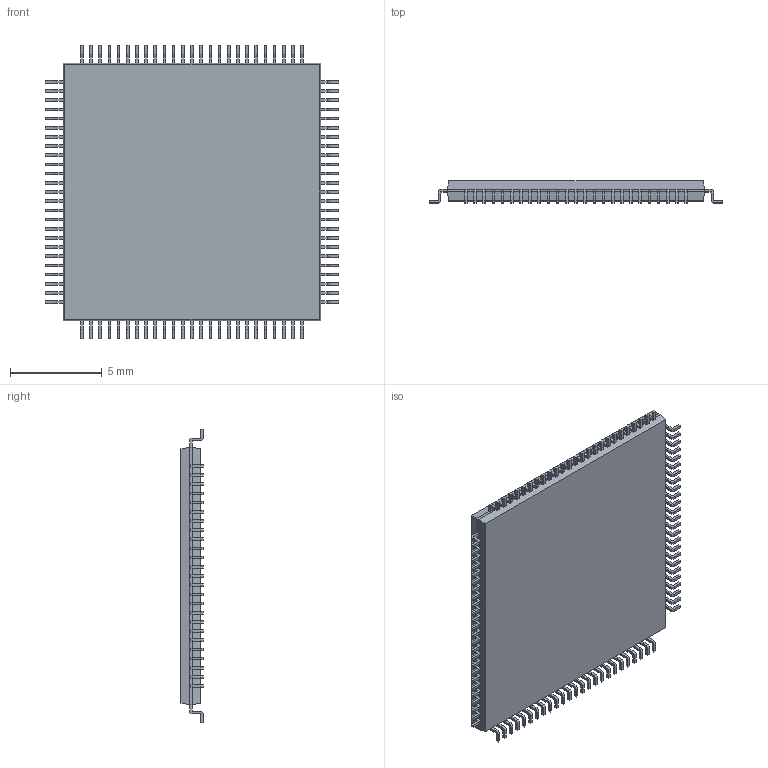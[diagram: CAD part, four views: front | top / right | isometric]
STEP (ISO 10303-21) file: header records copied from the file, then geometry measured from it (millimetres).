
FILE_DESCRIPTION(('FreeCAD Model'),'2;1');
FILE_NAME('Open CASCADE Shape Model','2025-09-30T00:34:18',(''),(''), 'Open CASCADE STEP processor 7.8','FreeCAD','Unknown');
FILE_SCHEMA(('AUTOMOTIVE_DESIGN { 1 0 10303 214 1 1 1 1 }'));
Length unit declared in the file: millimetre
Products named in the file (13): QFP_standard; Array; Body001 (Mirror #1); Array001; Body001; Array002; Body002 (Mirror #2); Array003; Body002; Body; Body004; XY-plane; X-axis
Assembly tree (136 placements, depth 3):
  QFP_standard
    Array
      Body001 (Mirror #1)  x25
    Array001
      Body001  x25
    Array002
      Body002 (Mirror #2)  x25
    Array003
      Body002  x25
    Body
    Body004
    XY-plane  x15
    X-axis  x15
Bounding box: 16 x 1.2 x 16 mm (x, y, z)
Volume: 212.9 mm3; surface area: 538.2 mm2
Topology: 102 solids, 102 shells, 1219 faces, 3049 edges, 2020 vertices
Faces by surface type: plane 1017, cylinder 202
Full cylindrical faces by diameter (mm): 1.273 x2
Entity records: 3141 total; most frequent: DIRECTION 583, CARTESIAN_POINT 459, ORIENTED_EDGE 308, AXIS2_PLACEMENT_3D 224, EDGE_CURVE 154, PRODUCT_DEFINITION_SHAPE 149, CONTEXT_DEPENDENT_SHAPE_REPRESENTATION 136, ITEM_DEFINED_TRANSFORMATION 136
